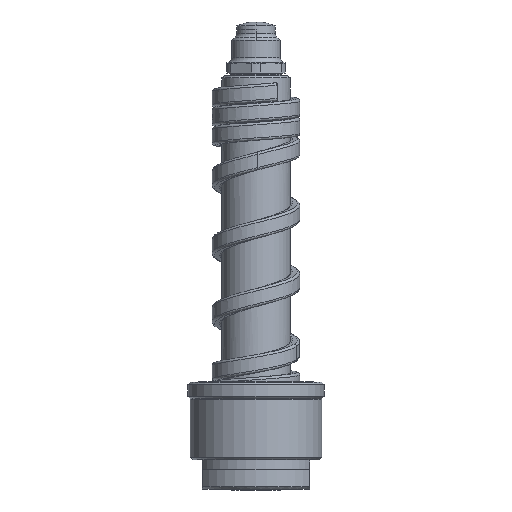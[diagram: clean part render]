
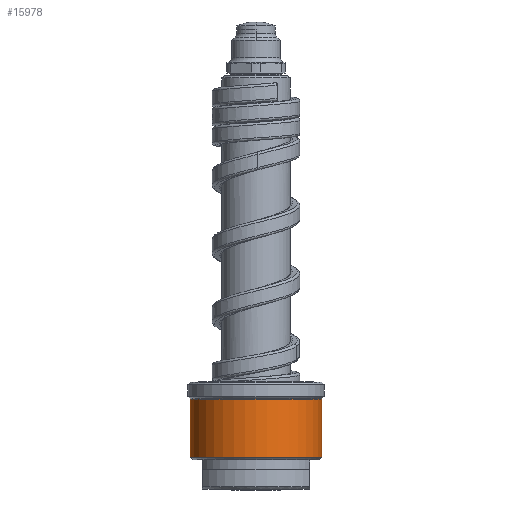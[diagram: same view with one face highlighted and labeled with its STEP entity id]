
A CAD part, front view. The second image highlights one B-rep face of the part: STEP entity #15978.
In plain terms, the highlighted cylindrical face has radius 13.5 mm (diameter 27 mm), a partial arc.
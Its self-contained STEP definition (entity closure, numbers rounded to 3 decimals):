
#5457=CARTESIAN_POINT('',(0.,0.,6.582));
#5458=DIRECTION('',(0.,0.,1.));
#5459=DIRECTION('',(-1.,0.,0.));
#5460=AXIS2_PLACEMENT_3D('',#5457,#5458,#5459);
#5462=DIRECTION('',(0.,0.,-1.));
#5463=VECTOR('',#5462,11.835);
#5464=CARTESIAN_POINT('',(-13.5,0.,18.417));
#5465=LINE('',#5464,#5463);
#5466=CARTESIAN_POINT('',(0.,0.,18.417));
#5467=DIRECTION('',(0.,0.,1.));
#5468=DIRECTION('',(-1.,0.,0.));
#5469=AXIS2_PLACEMENT_3D('',#5466,#5467,#5468);
#5471=DIRECTION('',(0.,0.,-1.));
#5472=VECTOR('',#5471,11.835);
#5473=CARTESIAN_POINT('',(13.5,0.,18.417));
#5474=LINE('',#5473,#5472);
#7000=CARTESIAN_POINT('',(13.5,0.,18.417));
#7001=CARTESIAN_POINT('',(-13.5,0.,18.417));
#7002=VERTEX_POINT('',#7000);
#7003=VERTEX_POINT('',#7001);
#7026=CARTESIAN_POINT('',(13.5,0.,6.582));
#7027=VERTEX_POINT('',#7026);
#7028=CARTESIAN_POINT('',(-13.5,0.,6.582));
#7029=VERTEX_POINT('',#7028);
#15966=CARTESIAN_POINT('',(0.,0.,5.2));
#15967=DIRECTION('',(0.,0.,1.));
#15968=DIRECTION('',(-1.,0.,0.));
#15969=AXIS2_PLACEMENT_3D('',#15966,#15967,#15968);
#15970=CYLINDRICAL_SURFACE('',#15969,13.5);
#15971=ORIENTED_EDGE('',*,*,#10010,.F.);
#15972=ORIENTED_EDGE('',*,*,#15957,.F.);
#15974=ORIENTED_EDGE('',*,*,#15973,.T.);
#15975=ORIENTED_EDGE('',*,*,#15953,.T.);
#15976=EDGE_LOOP('',(#15971,#15972,#15974,#15975));
#15977=FACE_OUTER_BOUND('',#15976,.F.);
#5461=CIRCLE('',#5460,13.5);
#5470=CIRCLE('',#5469,13.5);
#10010=EDGE_CURVE('',#7029,#7027,#5461,.T.);
#15953=EDGE_CURVE('',#7002,#7027,#5474,.T.);
#15957=EDGE_CURVE('',#7003,#7029,#5465,.T.);
#15973=EDGE_CURVE('',#7003,#7002,#5470,.T.);
#15978=ADVANCED_FACE('',(#15977),#15970,.T.);
